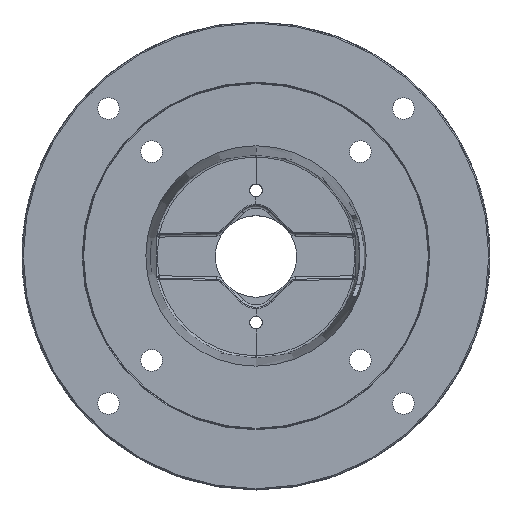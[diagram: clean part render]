
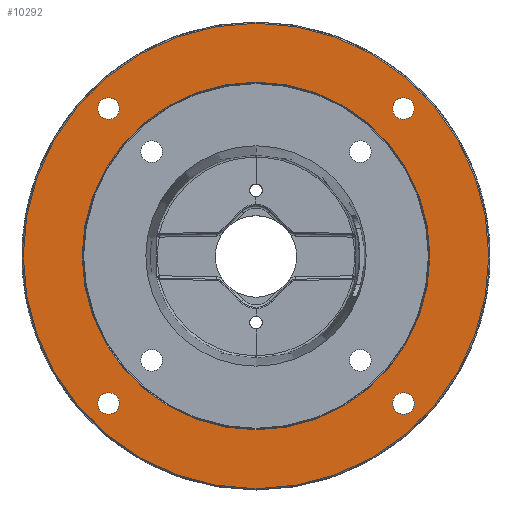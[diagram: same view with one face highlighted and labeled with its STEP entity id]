
A CAD part, top view. The second image highlights one B-rep face of the part: STEP entity #10292.
In plain terms, the highlighted planar face has unit normal (0, 0, 1).
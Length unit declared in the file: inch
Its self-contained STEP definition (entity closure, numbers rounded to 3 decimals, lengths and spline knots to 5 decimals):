
#35=CARTESIAN_POINT('',(0.,0.,-0.08));
#36=DIRECTION('',(0.,0.,1.));
#37=DIRECTION('',(0.,1.,0.));
#38=AXIS2_PLACEMENT_3D('',#35,#36,#37);
#44=CARTESIAN_POINT('',(0.,0.,-0.08));
#45=DIRECTION('',(0.,0.,-1.));
#46=DIRECTION('',(0.,1.,0.));
#47=AXIS2_PLACEMENT_3D('',#44,#45,#46);
#622=CARTESIAN_POINT('',(-3.62392,3.62392,-0.08));
#623=DIRECTION('',(0.,0.,-1.));
#624=DIRECTION('',(-0.707,0.707,0.));
#625=AXIS2_PLACEMENT_3D('',#622,#623,#624);
#627=CARTESIAN_POINT('',(-3.62392,3.62392,-0.08));
#628=DIRECTION('',(0.,0.,-1.));
#629=DIRECTION('',(0.707,-0.707,0.));
#630=AXIS2_PLACEMENT_3D('',#627,#628,#629);
#632=CARTESIAN_POINT('',(-3.62392,-3.62392,-0.08));
#633=DIRECTION('',(0.,0.,-1.));
#634=DIRECTION('',(-0.707,-0.707,0.));
#635=AXIS2_PLACEMENT_3D('',#632,#633,#634);
#637=CARTESIAN_POINT('',(-3.62392,-3.62392,-0.08));
#638=DIRECTION('',(0.,0.,-1.));
#639=DIRECTION('',(0.707,0.707,0.));
#640=AXIS2_PLACEMENT_3D('',#637,#638,#639);
#642=CARTESIAN_POINT('',(3.62392,-3.62392,-0.08));
#643=DIRECTION('',(0.,0.,-1.));
#644=DIRECTION('',(0.707,-0.707,0.));
#645=AXIS2_PLACEMENT_3D('',#642,#643,#644);
#647=CARTESIAN_POINT('',(3.62392,-3.62392,-0.08));
#648=DIRECTION('',(0.,0.,-1.));
#649=DIRECTION('',(-0.707,0.707,0.));
#650=AXIS2_PLACEMENT_3D('',#647,#648,#649);
#652=CARTESIAN_POINT('',(3.62392,3.62392,-0.08));
#653=DIRECTION('',(0.,0.,-1.));
#654=DIRECTION('',(0.707,0.707,0.));
#655=AXIS2_PLACEMENT_3D('',#652,#653,#654);
#657=CARTESIAN_POINT('',(3.62392,3.62392,-0.08));
#658=DIRECTION('',(0.,0.,-1.));
#659=DIRECTION('',(-0.707,-0.707,0.));
#660=AXIS2_PLACEMENT_3D('',#657,#658,#659);
#662=CARTESIAN_POINT('',(0.,0.,-0.08));
#663=DIRECTION('',(0.,0.,1.));
#664=DIRECTION('',(0.,1.,0.));
#665=AXIS2_PLACEMENT_3D('',#662,#663,#664);
#667=CARTESIAN_POINT('',(0.,0.,-0.08));
#668=DIRECTION('',(0.,0.,1.));
#669=DIRECTION('',(0.,-1.,0.));
#670=AXIS2_PLACEMENT_3D('',#667,#668,#669);
#8996=CARTESIAN_POINT('',(0.,5.72,-0.08));
#8997=CARTESIAN_POINT('',(0.,-5.72,-0.08));
#8998=VERTEX_POINT('',#8996);
#8999=VERTEX_POINT('',#8997);
#9020=CARTESIAN_POINT('',(-3.81131,3.81131,-0.08));
#9021=CARTESIAN_POINT('',(-3.43654,3.43654,-0.08));
#9022=VERTEX_POINT('',#9020);
#9023=VERTEX_POINT('',#9021);
#9064=CARTESIAN_POINT('',(-3.81131,-3.81131,-0.08));
#9065=CARTESIAN_POINT('',(-3.43654,-3.43654,-0.08));
#9066=VERTEX_POINT('',#9064);
#9067=VERTEX_POINT('',#9065);
#9072=CARTESIAN_POINT('',(3.81131,-3.81131,-0.08));
#9073=CARTESIAN_POINT('',(3.43654,-3.43654,-0.08));
#9074=VERTEX_POINT('',#9072);
#9075=VERTEX_POINT('',#9073);
#9080=CARTESIAN_POINT('',(3.81131,3.81131,-0.08));
#9081=CARTESIAN_POINT('',(3.43654,3.43654,-0.08));
#9082=VERTEX_POINT('',#9080);
#9083=VERTEX_POINT('',#9081);
#9100=CARTESIAN_POINT('',(0.,4.271,-0.08));
#9101=CARTESIAN_POINT('',(0.,-4.271,-0.08));
#9102=VERTEX_POINT('',#9100);
#9103=VERTEX_POINT('',#9101);
#10254=CARTESIAN_POINT('',(0.,0.,-0.08));
#10255=DIRECTION('',(0.,0.,1.));
#10256=DIRECTION('',(0.,1.,0.));
#10257=AXIS2_PLACEMENT_3D('',#10254,#10255,#10256);
#10258=PLANE('',#10257);
#10259=ORIENTED_EDGE('',*,*,#9247,.T.);
#10260=ORIENTED_EDGE('',*,*,#9232,.F.);
#10261=EDGE_LOOP('',(#10259,#10260));
#10262=FACE_OUTER_BOUND('',#10261,.F.);
#10264=ORIENTED_EDGE('',*,*,#10263,.F.);
#10266=ORIENTED_EDGE('',*,*,#10265,.F.);
#10267=EDGE_LOOP('',(#10264,#10266));
#10268=FACE_BOUND('',#10267,.F.);
#10270=ORIENTED_EDGE('',*,*,#10269,.F.);
#10272=ORIENTED_EDGE('',*,*,#10271,.F.);
#10273=EDGE_LOOP('',(#10270,#10272));
#10274=FACE_BOUND('',#10273,.F.);
#10276=ORIENTED_EDGE('',*,*,#10275,.F.);
#10278=ORIENTED_EDGE('',*,*,#10277,.F.);
#10279=EDGE_LOOP('',(#10276,#10278));
#10280=FACE_BOUND('',#10279,.F.);
#10282=ORIENTED_EDGE('',*,*,#10281,.F.);
#10284=ORIENTED_EDGE('',*,*,#10283,.F.);
#10285=EDGE_LOOP('',(#10282,#10284));
#10286=FACE_BOUND('',#10285,.F.);
#10288=ORIENTED_EDGE('',*,*,#10287,.T.);
#10289=ORIENTED_EDGE('',*,*,#10244,.T.);
#10290=EDGE_LOOP('',(#10288,#10289));
#10291=FACE_BOUND('',#10290,.F.);
#10292=ADVANCED_FACE('',(#10262,#10268,#10274,#10280,#10286,#10291),#10258,.T.);
#39=CIRCLE('',#38,5.72);
#48=CIRCLE('',#47,5.72);
#626=CIRCLE('',#625,0.265);
#631=CIRCLE('',#630,0.265);
#636=CIRCLE('',#635,0.265);
#641=CIRCLE('',#640,0.265);
#646=CIRCLE('',#645,0.265);
#651=CIRCLE('',#650,0.265);
#656=CIRCLE('',#655,0.265);
#661=CIRCLE('',#660,0.265);
#666=CIRCLE('',#665,4.271);
#671=CIRCLE('',#670,4.271);
#9232=EDGE_CURVE('',#8998,#8999,#39,.T.);
#9247=EDGE_CURVE('',#8998,#8999,#48,.T.);
#10244=EDGE_CURVE('',#9103,#9102,#671,.T.);
#10263=EDGE_CURVE('',#9022,#9023,#626,.T.);
#10265=EDGE_CURVE('',#9023,#9022,#631,.T.);
#10269=EDGE_CURVE('',#9066,#9067,#636,.T.);
#10271=EDGE_CURVE('',#9067,#9066,#641,.T.);
#10275=EDGE_CURVE('',#9074,#9075,#646,.T.);
#10277=EDGE_CURVE('',#9075,#9074,#651,.T.);
#10281=EDGE_CURVE('',#9082,#9083,#656,.T.);
#10283=EDGE_CURVE('',#9083,#9082,#661,.T.);
#10287=EDGE_CURVE('',#9102,#9103,#666,.T.);
